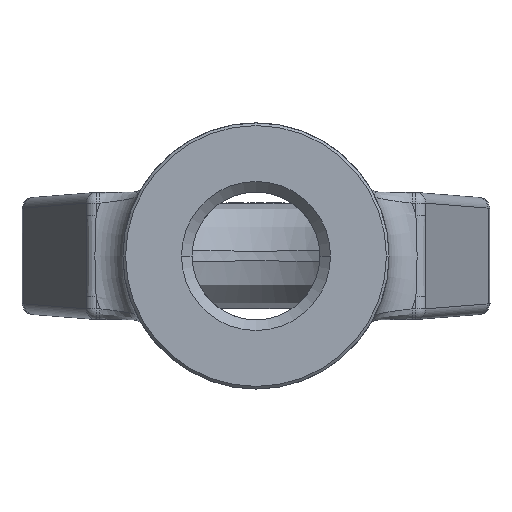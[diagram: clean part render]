
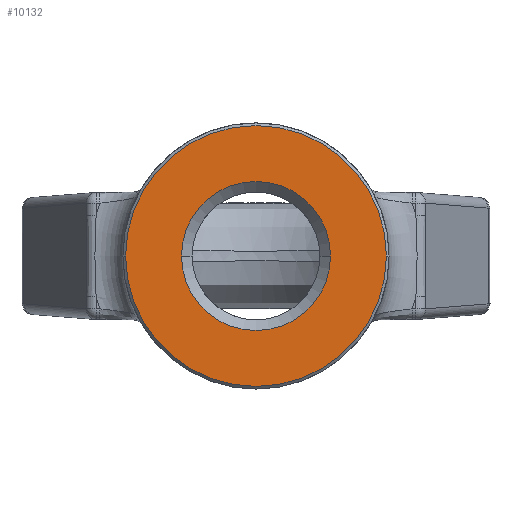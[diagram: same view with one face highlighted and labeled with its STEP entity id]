
A CAD part, front view. The second image highlights one B-rep face of the part: STEP entity #10132.
In plain terms, the highlighted planar face has unit normal (0, -1, 0).
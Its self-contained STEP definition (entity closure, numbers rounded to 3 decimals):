
#1846=CARTESIAN_POINT('',(0.,-86.,0.));
#1847=DIRECTION('',(0.,-1.,0.));
#1848=DIRECTION('',(-1.,0.,0.));
#1849=AXIS2_PLACEMENT_3D('',#1846,#1847,#1848);
#1851=CARTESIAN_POINT('',(0.,-86.,0.));
#1852=DIRECTION('',(0.,1.,0.));
#1853=DIRECTION('',(-1.,0.,0.));
#1854=AXIS2_PLACEMENT_3D('',#1851,#1852,#1853);
#1856=CARTESIAN_POINT('',(0.,-86.,0.));
#1857=DIRECTION('',(0.,-1.,0.));
#1858=DIRECTION('',(-1.,0.,0.));
#1859=AXIS2_PLACEMENT_3D('',#1856,#1857,#1858);
#1861=CARTESIAN_POINT('',(0.,-86.,0.));
#1862=DIRECTION('',(0.,-1.,0.));
#1863=DIRECTION('',(1.,0.,0.));
#1864=AXIS2_PLACEMENT_3D('',#1861,#1862,#1863);
#6428=CARTESIAN_POINT('',(-49.,-86.,0.));
#6429=VERTEX_POINT('',#6428);
#6430=CARTESIAN_POINT('',(49.,-86.,0.));
#6431=VERTEX_POINT('',#6430);
#6436=CARTESIAN_POINT('',(-28.,-86.,0.));
#6437=CARTESIAN_POINT('',(28.,-86.,0.));
#6438=VERTEX_POINT('',#6436);
#6439=VERTEX_POINT('',#6437);
#10116=CARTESIAN_POINT('',(0.,-86.,0.));
#10117=DIRECTION('',(0.,1.,0.));
#10118=DIRECTION('',(1.,0.,0.));
#10119=AXIS2_PLACEMENT_3D('',#10116,#10117,#10118);
#10120=PLANE('',#10119);
#10122=ORIENTED_EDGE('',*,*,#10121,.F.);
#10124=ORIENTED_EDGE('',*,*,#10123,.T.);
#10125=EDGE_LOOP('',(#10122,#10124));
#10126=FACE_OUTER_BOUND('',#10125,.F.);
#10127=ORIENTED_EDGE('',*,*,#10106,.T.);
#10129=ORIENTED_EDGE('',*,*,#10128,.T.);
#10130=EDGE_LOOP('',(#10127,#10129));
#10131=FACE_BOUND('',#10130,.F.);
#10132=ADVANCED_FACE('',(#10126,#10131),#10120,.F.);
#1850=CIRCLE('',#1849,49.);
#1855=CIRCLE('',#1854,49.);
#1860=CIRCLE('',#1859,28.);
#1865=CIRCLE('',#1864,28.);
#10106=EDGE_CURVE('',#6438,#6439,#1860,.T.);
#10121=EDGE_CURVE('',#6429,#6431,#1850,.T.);
#10123=EDGE_CURVE('',#6429,#6431,#1855,.T.);
#10128=EDGE_CURVE('',#6439,#6438,#1865,.T.);
